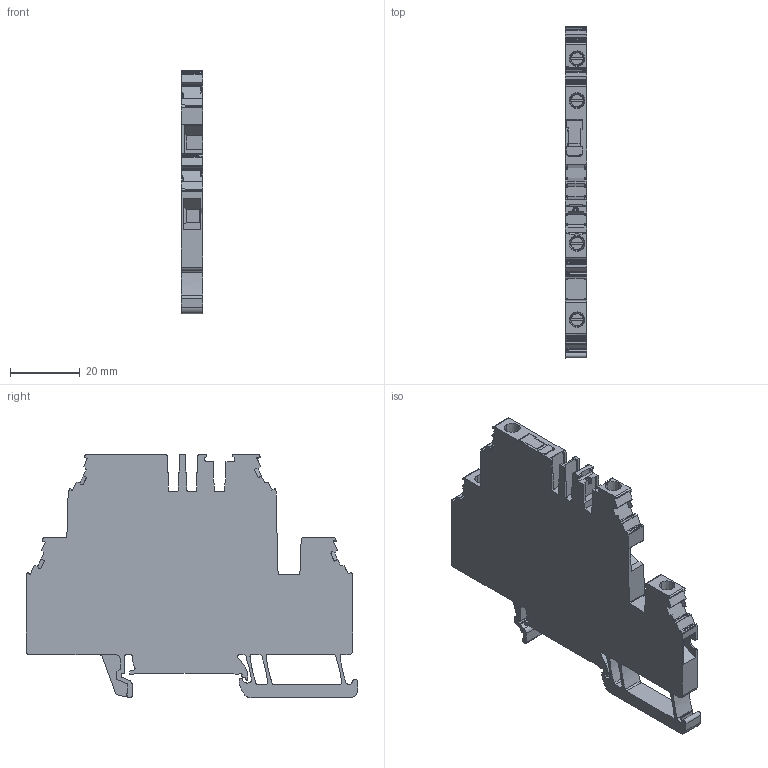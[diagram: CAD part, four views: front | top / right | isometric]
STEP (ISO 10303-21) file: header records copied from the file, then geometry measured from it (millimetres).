
FILE_DESCRIPTION(('CATIA V5R22 STEP214','CAx-IF Rec.Pracs.--- Model Styling and Organization---1.4--- 2014-01-23'),'2;1');
FILE_NAME ('1995227-4_0', '2024-03-13T07:12:10+00:00', ('Weidmueller Interface'), ('Weidmueller'), 'CATIA Version 5-6 Release 2016 SP3 HF44', 'CATIA V5 STEP AP214', 'none');
FILE_SCHEMA(('AUTOMOTIVE_DESIGN { 1 0 10303 214 1 1 1 1 }'));
Length unit declared in the file: millimetre
Products named in the file (1): 3019380000
Bounding box: 6.1 x 95.33 x 70 mm (x, y, z)
Volume: 26566.4 mm3; surface area: 13968.4 mm2
Topology: 6 solids, 6 shells, 986 faces, 2756 edges, 1793 vertices
Faces by surface type: plane 454, cylinder 289, extrusion 160, torus 58, cone 17, bspline 6, sphere 2
Entity records: 32675 total; most frequent: CARTESIAN_POINT 8794, ORIENTED_EDGE 5508, DIRECTION 3845, EDGE_CURVE 2754, VECTOR 1936, VERTEX_POINT 1793, LINE 1776, AXIS2_PLACEMENT_3D 1232
